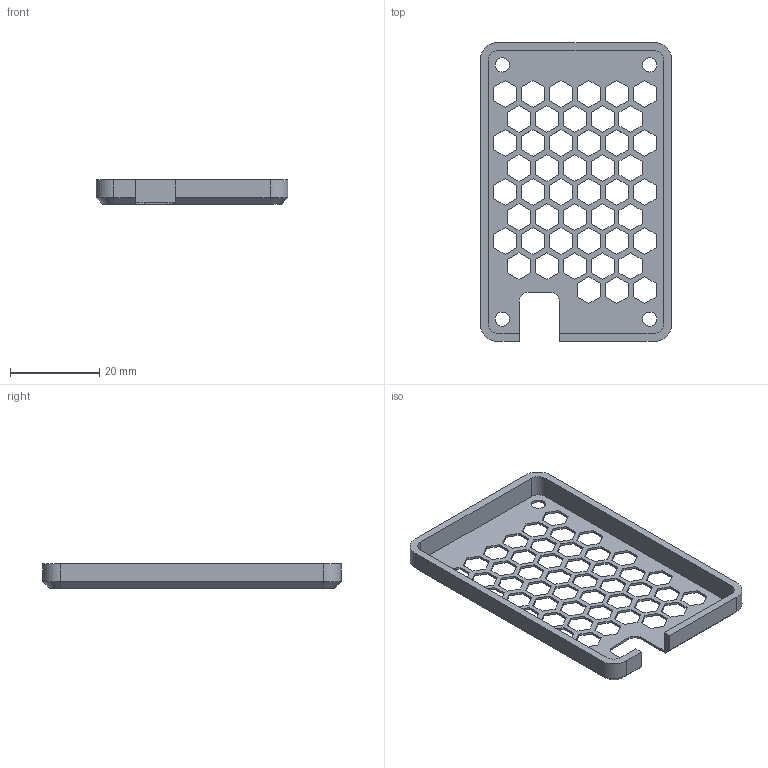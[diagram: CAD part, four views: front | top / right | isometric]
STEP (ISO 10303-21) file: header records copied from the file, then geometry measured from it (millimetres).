
FILE_DESCRIPTION(('FreeCAD Model'),'2;1');
FILE_NAME('Open CASCADE Shape Model','2024-01-26T19:15:18',(''),(''), 'Open CASCADE STEP processor 7.6','FreeCAD','Unknown');
FILE_SCHEMA(('AUTOMOTIVE_DESIGN { 1 0 10303 214 1 1 1 1 }'));
Length unit declared in the file: millimetre
Products named in the file (1): Chamfer
Bounding box: 43 x 67 x 5.5 mm (x, y, z)
Volume: 2379.6 mm3; surface area: 5655.7 mm2
Topology: 1 solids, 1 shells, 321 faces, 949 edges, 630 vertices
Faces by surface type: plane 303, cylinder 14, cone 4
Full cylindrical faces by diameter (mm): 3.2 x4
Entity records: 13569 total; most frequent: CARTESIAN_POINT 1901, ORIENTED_EDGE 1898, DIRECTION 1625, EDGE_CURVE 949, LINE 917, VECTOR 917, VERTEX_POINT 630, FACE_BOUND 423
